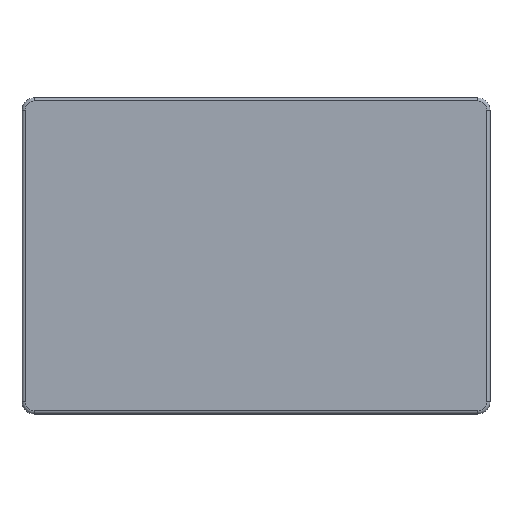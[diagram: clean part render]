
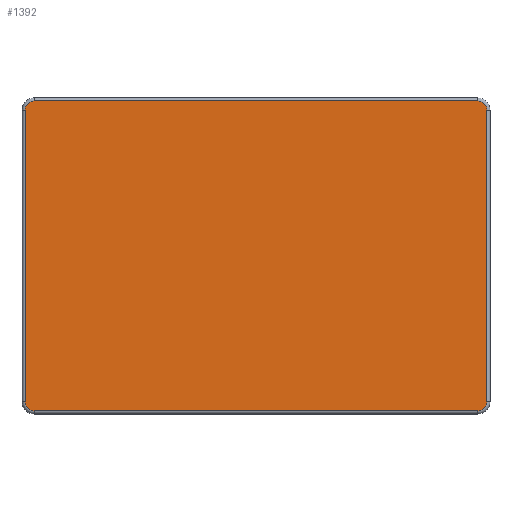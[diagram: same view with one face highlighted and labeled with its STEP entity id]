
A CAD part, top view. The second image highlights one B-rep face of the part: STEP entity #1392.
In plain terms, the highlighted planar face has unit normal (0, 0, 1).
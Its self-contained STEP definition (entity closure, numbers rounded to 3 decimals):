
#72=PLANE('',#1563);
#149=FACE_OUTER_BOUND('',#227,.T.);
#227=EDGE_LOOP('',(#1272,#1273,#1274,#1275,#1276,#1277,#1278,#1279));
#350=LINE('',#2406,#480);
#354=LINE('',#2421,#484);
#356=LINE('',#2424,#486);
#358=LINE('',#2427,#488);
#480=VECTOR('',#1952,10.);
#484=VECTOR('',#1970,10.);
#486=VECTOR('',#1974,10.);
#488=VECTOR('',#1978,10.);
#548=CIRCLE('',#1539,3.);
#551=CIRCLE('',#1544,3.);
#555=CIRCLE('',#1549,3.);
#559=CIRCLE('',#1556,3.);
#675=VERTEX_POINT('',#2377);
#677=VERTEX_POINT('',#2381);
#678=VERTEX_POINT('',#2388);
#679=VERTEX_POINT('',#2390);
#681=VERTEX_POINT('',#2395);
#683=VERTEX_POINT('',#2399);
#685=VERTEX_POINT('',#2410);
#687=VERTEX_POINT('',#2414);
#862=EDGE_CURVE('',#677,#675,#548,.T.);
#867=EDGE_CURVE('',#679,#678,#551,.T.);
#871=EDGE_CURVE('',#683,#681,#555,.T.);
#874=EDGE_CURVE('',#675,#683,#350,.T.);
#879=EDGE_CURVE('',#687,#685,#559,.T.);
#882=EDGE_CURVE('',#681,#687,#354,.T.);
#884=EDGE_CURVE('',#685,#679,#356,.T.);
#886=EDGE_CURVE('',#678,#677,#358,.T.);
#1272=ORIENTED_EDGE('',*,*,#879,.F.);
#1273=ORIENTED_EDGE('',*,*,#882,.F.);
#1274=ORIENTED_EDGE('',*,*,#871,.F.);
#1275=ORIENTED_EDGE('',*,*,#874,.F.);
#1276=ORIENTED_EDGE('',*,*,#862,.F.);
#1277=ORIENTED_EDGE('',*,*,#886,.F.);
#1278=ORIENTED_EDGE('',*,*,#867,.F.);
#1279=ORIENTED_EDGE('',*,*,#884,.F.);
#1392=ADVANCED_FACE('',(#149),#72,.T.);
#1539=AXIS2_PLACEMENT_3D('',#2383,#1922,#1923);
#1544=AXIS2_PLACEMENT_3D('',#2392,#1934,#1935);
#1549=AXIS2_PLACEMENT_3D('',#2401,#1944,#1945);
#1556=AXIS2_PLACEMENT_3D('',#2416,#1962,#1963);
#1563=AXIS2_PLACEMENT_3D('',#2431,#1984,#1985);
#1922=DIRECTION('center_axis',(0.,0.,-1.));
#1923=DIRECTION('ref_axis',(0.707,0.707,0.));
#1934=DIRECTION('center_axis',(0.,0.,-1.));
#1935=DIRECTION('ref_axis',(-0.707,0.707,0.));
#1944=DIRECTION('center_axis',(0.,0.,-1.));
#1945=DIRECTION('ref_axis',(0.707,-0.707,0.));
#1952=DIRECTION('',(0.,-1.,0.));
#1962=DIRECTION('center_axis',(0.,0.,-1.));
#1963=DIRECTION('ref_axis',(-0.707,-0.707,0.));
#1970=DIRECTION('',(-1.,0.,0.));
#1974=DIRECTION('',(0.,1.,0.));
#1978=DIRECTION('',(1.,0.,0.));
#1984=DIRECTION('center_axis',(0.,0.,1.));
#1985=DIRECTION('ref_axis',(1.,0.,0.));
#2377=CARTESIAN_POINT('',(76.,48.,17.5));
#2381=CARTESIAN_POINT('',(73.,51.,17.5));
#2383=CARTESIAN_POINT('Origin',(73.,48.,17.5));
#2388=CARTESIAN_POINT('',(-73.,51.,17.5));
#2390=CARTESIAN_POINT('',(-76.,48.,17.5));
#2392=CARTESIAN_POINT('Origin',(-73.,48.,17.5));
#2395=CARTESIAN_POINT('',(73.,-51.,17.5));
#2399=CARTESIAN_POINT('',(76.,-48.,17.5));
#2401=CARTESIAN_POINT('Origin',(73.,-48.,17.5));
#2406=CARTESIAN_POINT('',(76.,-26.,17.5));
#2410=CARTESIAN_POINT('',(-76.,-48.,17.5));
#2414=CARTESIAN_POINT('',(-73.,-51.,17.5));
#2416=CARTESIAN_POINT('Origin',(-73.,-48.,17.5));
#2421=CARTESIAN_POINT('',(-38.5,-51.,17.5));
#2424=CARTESIAN_POINT('',(-76.,26.,17.5));
#2427=CARTESIAN_POINT('',(38.5,51.,17.5));
#2431=CARTESIAN_POINT('Origin',(0.,0.,
17.5));
